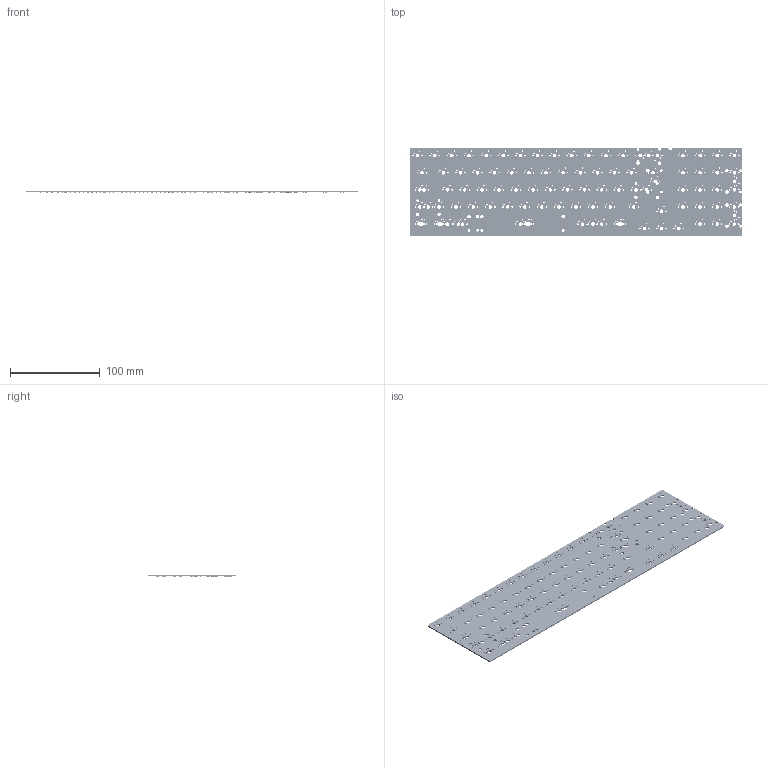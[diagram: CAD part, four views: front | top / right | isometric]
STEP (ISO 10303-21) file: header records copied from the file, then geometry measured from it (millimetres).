
FILE_DESCRIPTION(('KiCad electronic assembly'),'2;1');
FILE_NAME('Petrichor-S-20240730.step','2024-07-30T14:10:34',('Pcbnew'),( 'Kicad'),'Open CASCADE STEP processor 7.8','KiCad to STEP converter' ,'Unknown');
FILE_SCHEMA(('AUTOMOTIVE_DESIGN { 1 0 10303 214 1 1 1 1 }'));
Length unit declared in the file: millimetre
Products named in the file (26): Petrichor-S-20240730 1; C_0402_1005Metric; C_0603_1608Metric; Crystal_SMD_3225-4Pin_3.2x2.5mm; QFN-56-1EP_7x7mm_P0.4mm_EP5.6x5.6mm; QFN-56-1EP_7x7mm_Pitch0.4mm; R_0402_1005Metric; WSON-8-1EP_2x2mm_P0.5mm_EP0.9x1.6mm; WSON_8_1EP_2x2mm_P05mm_EP09x16mm; SW_SPST_TL3342; D_SOD-123; D_SOD_123; 781710004; 1; SOT-23; SOT_23; CON_781710003; CON_781710003 v3; SOT-23-5; SOT_23_5; Petrichor-S_PCB
Assembly tree (133 placements, depth 3):
  Petrichor-S-20240730 1
    C_0402_1005Metric  x16
      C_0402_1005Metric
    C_0603_1608Metric
      C_0603_1608Metric
    Crystal_SMD_3225-4Pin_3.2x2.5mm
      Crystal_SMD_3225-4Pin_3.2x2.5mm
    QFN-56-1EP_7x7mm_P0.4mm_EP5.6x5.6mm  x2
      QFN-56-1EP_7x7mm_Pitch0.4mm
    R_0402_1005Metric  x6
      R_0402_1005Metric
    WSON-8-1EP_2x2mm_P0.5mm_EP0.9x1.6mm  x2
      WSON_8_1EP_2x2mm_P05mm_EP09x16mm
    SW_SPST_TL3342  x2
      SW_SPST_TL3342
    D_SOD-123  x86
      D_SOD_123
    781710004
      1
    SOT-23
      SOT_23
    CON_781710003
      CON_781710003 v3
    SOT-23-5
      SOT_23_5
    Petrichor-S_PCB
Bounding box: 369.43 x 97.96 x 3.2 mm (x, y, z)
Volume: 54742 mm3; surface area: 77352.6 mm2
Topology: 121 solids, 123 shells, 8882 faces, 22154 edges, 13672 vertices
Faces by surface type: plane 4754, bspline 2324, cylinder 1802, torus 2
Full cylindrical faces by diameter (mm): 0.25 x2, 0.3 x8, 0.35 x9, 0.4 x8, 0.5 x2, 1.524 x197, 1.702 x175, 2 x2, 3.048 x9, 3.988 x100
Entity records: 77255 total; most frequent: CARTESIAN_POINT 12942, ORIENTED_EDGE 11490, DIRECTION 11377, EDGE_CURVE 5745, LINE 3961, VECTOR 3961, VERTEX_POINT 3769, AXIS2_PLACEMENT_3D 3708
